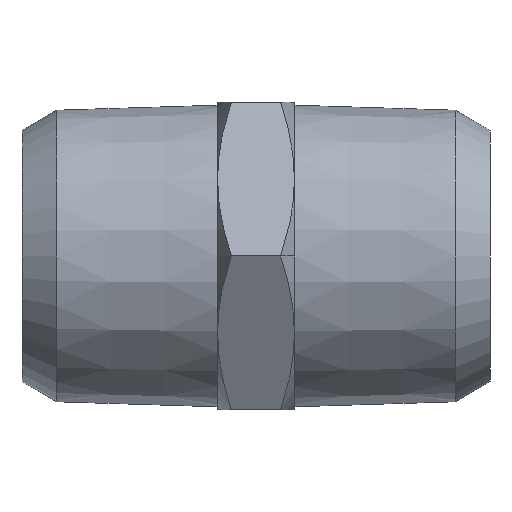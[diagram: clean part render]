
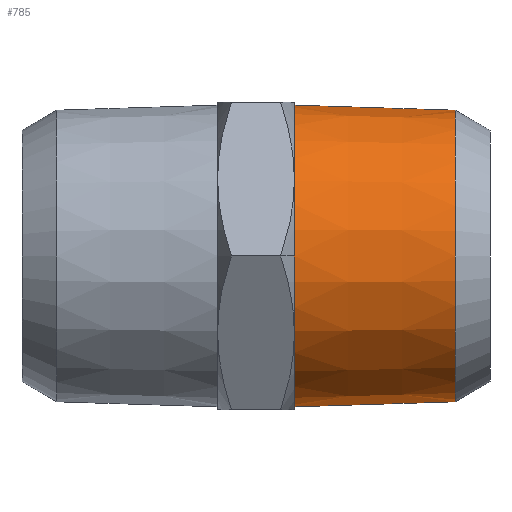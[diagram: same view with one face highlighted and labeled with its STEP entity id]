
A CAD part, left-side view. The second image highlights one B-rep face of the part: STEP entity #785.
In plain terms, the highlighted conical face has half-angle 1.79 degrees and reference radius 10.795 mm.
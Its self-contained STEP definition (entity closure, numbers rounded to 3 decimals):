
#21 = LINE ( 'NONE', #850, #655 ) ;
#41 = VECTOR ( 'NONE', #351, 1000. ) ;
#88 = DIRECTION ( 'NONE',  ( 0., 1., 0. ) ) ;
#165 = VERTEX_POINT ( 'NONE', #907 ) ;
#174 = CARTESIAN_POINT ( 'NONE',  ( 0., 14., -10.795 ) ) ;
#181 = CARTESIAN_POINT ( 'NONE',  ( 0., 14., 0. ) ) ;
#195 = ORIENTED_EDGE ( 'NONE', *, *, #878, .T. ) ;
#200 = AXIS2_PLACEMENT_3D ( 'NONE', #181, #910, #989 ) ;
#246 = DIRECTION ( 'NONE',  ( 0., 0., -1. ) ) ;
#263 = CARTESIAN_POINT ( 'NONE',  ( 0., 14., 10.795 ) ) ;
#265 = FACE_OUTER_BOUND ( 'NONE', #483, .T. ) ;
#300 = EDGE_CURVE ( 'NONE', #870, #165, #1050, .T. ) ;
#351 = DIRECTION ( 'NONE',  ( 0., 1., -0.031 ) ) ;
#425 = CONICAL_SURFACE ( 'NONE', #745, 10.795, 0.031 ) ;
#471 = DIRECTION ( 'NONE',  ( 0., 1., 0. ) ) ;
#483 = EDGE_LOOP ( 'NONE', ( #195, #888, #704, #1082 ) ) ;
#622 = DIRECTION ( 'NONE',  ( 0., 1., 0.031 ) ) ;
#655 = VECTOR ( 'NONE', #622, 1000. ) ;
#685 = CARTESIAN_POINT ( 'NONE',  ( 0., 2.485, -10.435 ) ) ;
#704 = ORIENTED_EDGE ( 'NONE', *, *, #300, .T. ) ;
#735 = VERTEX_POINT ( 'NONE', #1042 ) ;
#745 = AXIS2_PLACEMENT_3D ( 'NONE', #975, #471, #246 ) ;
#761 = CARTESIAN_POINT ( 'NONE',  ( 0., 2.485, 0. ) ) ;
#785 = ADVANCED_FACE ( 'NONE', ( #265 ), #425, .T. ) ;
#850 = CARTESIAN_POINT ( 'NONE',  ( 0., 14., 10.795 ) ) ;
#853 = EDGE_CURVE ( 'NONE', #981, #165, #1011, .T. ) ;
#870 = VERTEX_POINT ( 'NONE', #263 ) ;
#878 = EDGE_CURVE ( 'NONE', #981, #735, #959, .T. ) ;
#886 = AXIS2_PLACEMENT_3D ( 'NONE', #761, #88, #923 ) ;
#888 = ORIENTED_EDGE ( 'NONE', *, *, #1062, .T. ) ;
#907 = CARTESIAN_POINT ( 'NONE',  ( 0., 14., -10.795 ) ) ;
#910 = DIRECTION ( 'NONE',  ( 0., -1., 0. ) ) ;
#923 = DIRECTION ( 'NONE',  ( 0., 0., 1. ) ) ;
#959 = CIRCLE ( 'NONE', #886, 10.435 ) ;
#975 = CARTESIAN_POINT ( 'NONE',  ( 0., 14., 0. ) ) ;
#981 = VERTEX_POINT ( 'NONE', #685 ) ;
#989 = DIRECTION ( 'NONE',  ( 0., 0., -1. ) ) ;
#1011 = LINE ( 'NONE', #174, #41 ) ;
#1042 = CARTESIAN_POINT ( 'NONE',  ( 0., 2.485, 10.435 ) ) ;
#1050 = CIRCLE ( 'NONE', #200, 10.795 ) ;
#1062 = EDGE_CURVE ( 'NONE', #735, #870, #21, .T. ) ;
#1082 = ORIENTED_EDGE ( 'NONE', *, *, #853, .F. ) ;
